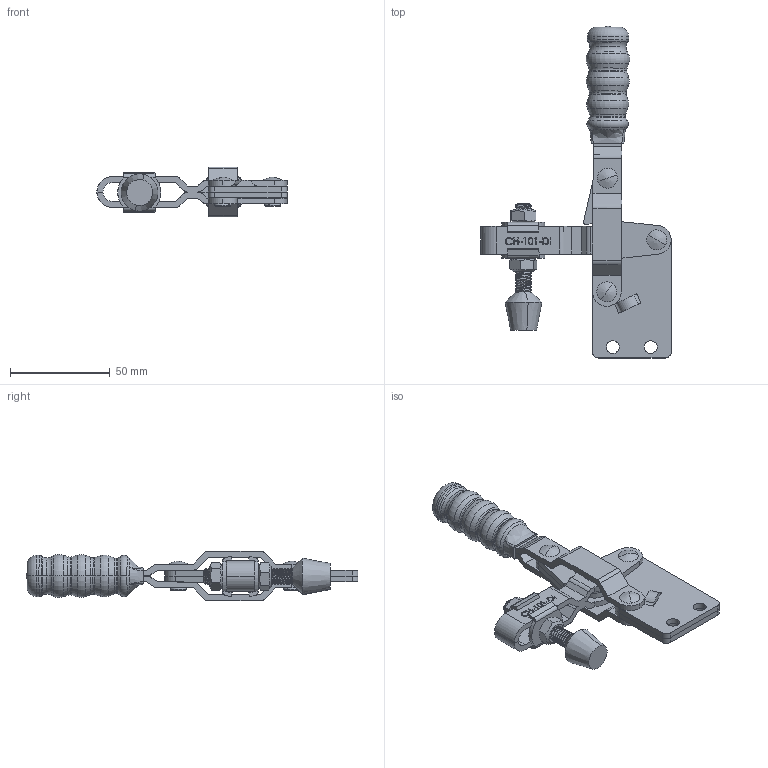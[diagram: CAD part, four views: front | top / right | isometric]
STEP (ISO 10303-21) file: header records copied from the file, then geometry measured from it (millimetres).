
FILE_DESCRIPTION (( 'STEP AP203' ), '1' );
FILE_NAME ('CH-101-DI.STEP', '2012-09-26T11:37:00', ( '微软用户' ), ( '微软中国' ), 'SwSTEP 2.0', 'SolidWorks 2010', '' );
FILE_SCHEMA (( 'CONFIG_CONTROL_DESIGN' ));
Products named in the file (10): CH-101-D-04 CONNECTING-PLATE; CH-FC-56212 SPINDLE SUPPLIED; CH-101-DI; CH-101-D-03 STRAIGHT HANDLE; CH-101-D-06; CH-101-DI-02 U-BAR; CH-FC-56212 Nut; CH-FW-516; CH-101-EI-01 STRAIGHT BASE; CH-101-D-05
Assembly tree (15 placements, depth 2):
  CH-101-DI
    CH-FC-56212 Nut  x2
    CH-101-D-05  x4
    CH-FC-56212 SPINDLE SUPPLIED
    CH-101-D-06
    CH-101-D-04 CONNECTING-PLATE  x2
    CH-FW-516  x2
    CH-101-DI-02 U-BAR
    CH-101-D-03 STRAIGHT HANDLE
    CH-101-EI-01 STRAIGHT BASE
Bounding box: 95.32 x 166.35 x 24.99 mm (x, y, z)
Volume: 63756.2 mm3; surface area: 49094.9 mm2
Topology: 18 solids, 18 shells, 829 faces, 2192 edges, 1414 vertices
Faces by surface type: plane 302, cylinder 241, bspline 179, cone 55, torus 52
Entity records: 42282 total; most frequent: CARTESIAN_POINT 24417, ORIENTED_EDGE 3838, DIRECTION 2884, EDGE_CURVE 1919, VERTEX_POINT 1256, VECTOR 1034, LINE 1034, AXIS2_PLACEMENT_3D 925
